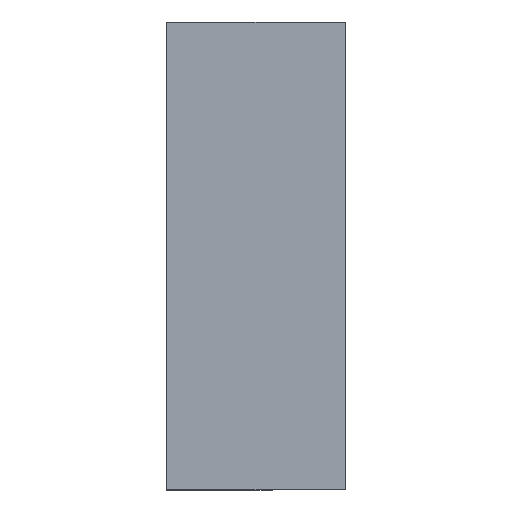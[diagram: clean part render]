
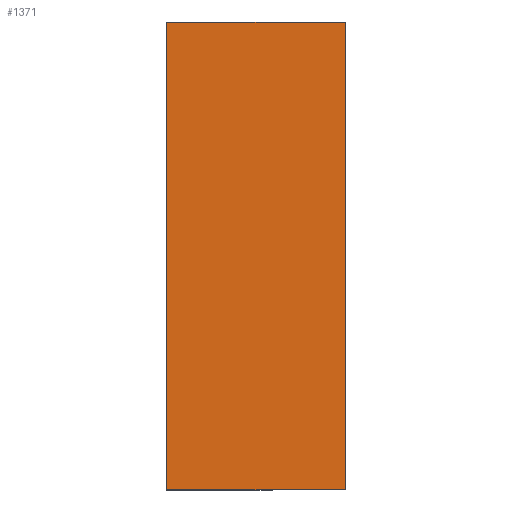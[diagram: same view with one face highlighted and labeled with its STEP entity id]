
A CAD part, top view. The second image highlights one B-rep face of the part: STEP entity #1371.
In plain terms, the highlighted planar face has unit normal (0, 0, 1).
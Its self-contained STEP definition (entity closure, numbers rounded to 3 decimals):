
#127 = LINE ( 'NONE', #1818, #572 ) ;
#263 = CARTESIAN_POINT ( 'NONE',  ( -47.6, 71.5, 3.2 ) ) ;
#272 = LINE ( 'NONE', #263, #337 ) ;
#321 = CARTESIAN_POINT ( 'NONE',  ( -8.6, 71.5, 3.2 ) ) ;
#337 = VECTOR ( 'NONE', #986, 1000. ) ;
#379 = DIRECTION ( 'NONE',  ( 1., 0., 0. ) ) ;
#393 = CARTESIAN_POINT ( 'NONE',  ( -17.2, 0., 3.2 ) ) ;
#454 = EDGE_CURVE ( 'NONE', #1189, #1647, #1785, .T. ) ;
#476 = DIRECTION ( 'NONE',  ( -1., 0., 0. ) ) ;
#478 = DIRECTION ( 'NONE',  ( 0., 0., -1. ) ) ;
#523 = ORIENTED_EDGE ( 'NONE', *, *, #454, .F. ) ;
#572 = VECTOR ( 'NONE', #981, 1000. ) ;
#621 = EDGE_CURVE ( 'NONE', #1240, #1189, #272, .T. ) ;
#693 = VECTOR ( 'NONE', #476, 1000. ) ;
#737 = CARTESIAN_POINT ( 'NONE',  ( -47.6, 71.5, 3.2 ) ) ;
#821 = EDGE_CURVE ( 'NONE', #1663, #1240, #1329, .T. ) ;
#845 = EDGE_LOOP ( 'NONE', ( #933, #523, #917, #1521 ) ) ;
#864 = VECTOR ( 'NONE', #1244, 1000. ) ;
#917 = ORIENTED_EDGE ( 'NONE', *, *, #621, .F. ) ;
#933 = ORIENTED_EDGE ( 'NONE', *, *, #1492, .F. ) ;
#981 = DIRECTION ( 'NONE',  ( 0., -1., 0. ) ) ;
#986 = DIRECTION ( 'NONE',  ( 0., 1., 0. ) ) ;
#1086 = FACE_OUTER_BOUND ( 'NONE', #845, .T. ) ;
#1189 = VERTEX_POINT ( 'NONE', #737 ) ;
#1203 = CARTESIAN_POINT ( 'NONE',  ( -8.6, 71.5, 3.2 ) ) ;
#1240 = VERTEX_POINT ( 'NONE', #1601 ) ;
#1244 = DIRECTION ( 'NONE',  ( 1., 0., 0. ) ) ;
#1329 = LINE ( 'NONE', #1587, #693 ) ;
#1371 = ADVANCED_FACE ( 'NONE', ( #1086 ), #1798, .F. ) ;
#1492 = EDGE_CURVE ( 'NONE', #1647, #1663, #127, .T. ) ;
#1521 = ORIENTED_EDGE ( 'NONE', *, *, #821, .F. ) ;
#1587 = CARTESIAN_POINT ( 'NONE',  ( -47.6, -30.5, 3.2 ) ) ;
#1588 = CARTESIAN_POINT ( 'NONE',  ( -8.6, -30.5, 3.2 ) ) ;
#1601 = CARTESIAN_POINT ( 'NONE',  ( -47.6, -30.5, 3.2 ) ) ;
#1647 = VERTEX_POINT ( 'NONE', #321 ) ;
#1663 = VERTEX_POINT ( 'NONE', #1588 ) ;
#1783 = AXIS2_PLACEMENT_3D ( 'NONE', #393, #478, #379 ) ;
#1785 = LINE ( 'NONE', #1203, #864 ) ;
#1798 = PLANE ( 'NONE',  #1783 ) ;
#1818 = CARTESIAN_POINT ( 'NONE',  ( -8.6, -30.5, 3.2 ) ) ;
